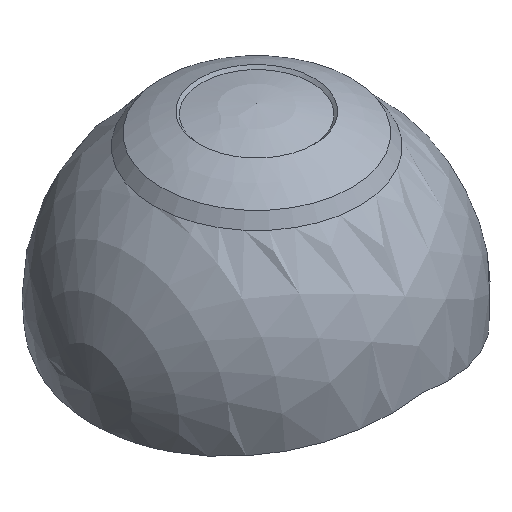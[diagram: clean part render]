
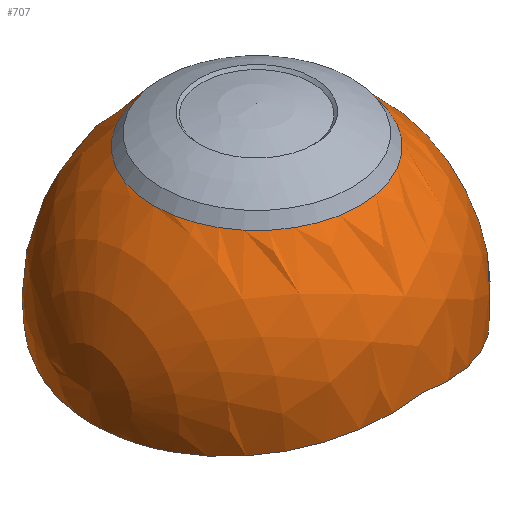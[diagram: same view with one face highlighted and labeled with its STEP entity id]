
A CAD part, isometric view. The second image highlights one B-rep face of the part: STEP entity #707.
In plain terms, the highlighted spherical face has radius 25 mm.
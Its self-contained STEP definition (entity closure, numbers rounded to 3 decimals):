
#17=FACE_BOUND('',#182,.T.);
#120=B_SPLINE_CURVE_WITH_KNOTS('',3,(#1188,#1189,#1190,#1191,#1192,#1193,
#1194,#1195),.UNSPECIFIED.,.F.,.F.,(4,2,2,4),(1.605,1.671,
1.737,1.741),.UNSPECIFIED.);
#121=B_SPLINE_CURVE_WITH_KNOTS('',3,(#1199,#1200,#1201,#1202,#1203,#1204,
#1205,#1206,#1207,#1208,#1209,#1210,#1211,#1212,#1213,#1214,#1215,#1216),
 .UNSPECIFIED.,.F.,.F.,(4,2,2,2,2,2,2,2,4),(1.07,1.136,
1.202,1.27,1.338,1.406,1.474,
1.539,1.605),.UNSPECIFIED.);
#124=B_SPLINE_CURVE_WITH_KNOTS('',3,(#1254,#1255,#1256,#1257,#1258,#1259,
#1260,#1261,#1262,#1263,#1264,#1265,#1266,#1267,#1268,#1269,#1270,#1271),
 .UNSPECIFIED.,.F.,.F.,(4,2,2,2,2,2,2,2,4),(1.07,1.136,
1.202,1.27,1.338,1.406,1.474,
1.539,1.605),.UNSPECIFIED.);
#125=B_SPLINE_CURVE_WITH_KNOTS('',3,(#1273,#1274,#1275,#1276,#1277,#1278,
#1279,#1280),.UNSPECIFIED.,.F.,.F.,(4,2,2,4),(0.935,0.939,
1.004,1.07),.UNSPECIFIED.);
#140=FACE_OUTER_BOUND('',#181,.T.);
#181=EDGE_LOOP('',(#539,#540,#541,#542,#543,#544,#545,#546,#547,#548,#549,
#550,#551));
#182=EDGE_LOOP('',(#552,#553));
#219=CIRCLE('',#757,25.);
#222=CIRCLE('',#761,25.);
#225=CIRCLE('',#765,15.5);
#226=CIRCLE('',#766,15.5);
#244=CIRCLE('',#792,25.);
#246=CIRCLE('',#796,2.);
#247=CIRCLE('',#797,25.);
#248=CIRCLE('',#798,25.);
#249=CIRCLE('',#799,25.);
#288=VERTEX_POINT('',#1125);
#289=VERTEX_POINT('',#1126);
#292=VERTEX_POINT('',#1139);
#293=VERTEX_POINT('',#1140);
#296=VERTEX_POINT('',#1153);
#297=VERTEX_POINT('',#1154);
#308=VERTEX_POINT('',#1184);
#310=VERTEX_POINT('',#1187);
#317=VERTEX_POINT('',#1253);
#318=VERTEX_POINT('',#1272);
#322=VERTEX_POINT('',#1290);
#324=VERTEX_POINT('',#1299);
#325=VERTEX_POINT('',#1302);
#362=EDGE_CURVE('',#288,#289,#219,.T.);
#366=EDGE_CURVE('',#292,#293,#222,.T.);
#370=EDGE_CURVE('',#296,#297,#225,.T.);
#371=EDGE_CURVE('',#297,#296,#226,.T.);
#386=EDGE_CURVE('',#310,#308,#120,.T.);
#389=EDGE_CURVE('',#289,#310,#121,.T.);
#397=EDGE_CURVE('',#317,#292,#124,.T.);
#398=EDGE_CURVE('',#318,#317,#125,.T.);
#404=EDGE_CURVE('',#322,#308,#244,.T.);
#407=EDGE_CURVE('',#293,#288,#246,.T.);
#408=EDGE_CURVE('',#310,#324,#247,.T.);
#409=EDGE_CURVE('',#318,#322,#248,.T.);
#410=EDGE_CURVE('',#325,#317,#249,.T.);
#539=ORIENTED_EDGE('',*,*,#366,.T.);
#540=ORIENTED_EDGE('',*,*,#407,.T.);
#541=ORIENTED_EDGE('',*,*,#362,.T.);
#542=ORIENTED_EDGE('',*,*,#389,.T.);
#543=ORIENTED_EDGE('',*,*,#408,.T.);
#544=ORIENTED_EDGE('',*,*,#408,.F.);
#545=ORIENTED_EDGE('',*,*,#386,.T.);
#546=ORIENTED_EDGE('',*,*,#404,.F.);
#547=ORIENTED_EDGE('',*,*,#409,.F.);
#548=ORIENTED_EDGE('',*,*,#398,.T.);
#549=ORIENTED_EDGE('',*,*,#410,.F.);
#550=ORIENTED_EDGE('',*,*,#410,.T.);
#551=ORIENTED_EDGE('',*,*,#397,.T.);
#552=ORIENTED_EDGE('',*,*,#370,.T.);
#553=ORIENTED_EDGE('',*,*,#371,.T.);
#690=SPHERICAL_SURFACE('',#795,25.);
#707=ADVANCED_FACE('',(#140,#17),#690,.T.);
#757=AXIS2_PLACEMENT_3D('',#1127,#878,#879);
#761=AXIS2_PLACEMENT_3D('',#1141,#886,#887);
#765=AXIS2_PLACEMENT_3D('',#1155,#894,#895);
#766=AXIS2_PLACEMENT_3D('',#1156,#896,#897);
#792=AXIS2_PLACEMENT_3D('',#1292,#957,#958);
#795=AXIS2_PLACEMENT_3D('',#1297,#964,#965);
#796=AXIS2_PLACEMENT_3D('',#1298,#966,#967);
#797=AXIS2_PLACEMENT_3D('',#1300,#968,#969);
#798=AXIS2_PLACEMENT_3D('',#1301,#970,#971);
#799=AXIS2_PLACEMENT_3D('',#1303,#972,#973);
#878=DIRECTION('center_axis',(0.,0.,1.));
#879=DIRECTION('ref_axis',(0.,1.,0.));
#886=DIRECTION('center_axis',(0.,0.,1.));
#887=DIRECTION('ref_axis',(0.,1.,0.));
#894=DIRECTION('center_axis',(0.,0.,-1.));
#895=DIRECTION('ref_axis',(0.,1.,0.));
#896=DIRECTION('center_axis',(0.,0.,-1.));
#897=DIRECTION('ref_axis',(0.,1.,0.));
#957=DIRECTION('center_axis',(0.174,0.,-0.985));
#958=DIRECTION('ref_axis',(0.985,0.,0.174));
#964=DIRECTION('center_axis',(1.,0.,0.));
#965=DIRECTION('ref_axis',(0.,-1.,0.));
#966=DIRECTION('center_axis',(0.,-1.,0.));
#967=DIRECTION('ref_axis',(1.,0.,0.));
#968=DIRECTION('center_axis',(0.,0.,1.));
#969=DIRECTION('ref_axis',(0.,1.,0.));
#970=DIRECTION('center_axis',(-0.174,0.,-0.985));
#971=DIRECTION('ref_axis',(-0.985,0.,0.174));
#972=DIRECTION('center_axis',(0.,0.,1.));
#973=DIRECTION('ref_axis',(0.,1.,0.));
#1125=CARTESIAN_POINT('',(-2.,24.92,0.));
#1126=CARTESIAN_POINT('',(-4.15,24.653,0.));
#1127=CARTESIAN_POINT('Origin',(0.,0.,0.));
#1139=CARTESIAN_POINT('',(4.15,24.653,0.));
#1140=CARTESIAN_POINT('',(2.,24.92,0.));
#1141=CARTESIAN_POINT('Origin',(0.,0.,0.));
#1153=CARTESIAN_POINT('',(0.,15.5,19.615));
#1154=CARTESIAN_POINT('',(0.,-15.5,19.615));
#1155=CARTESIAN_POINT('Origin',(0.,0.,19.615));
#1156=CARTESIAN_POINT('Origin',(0.,0.,19.615));
#1184=CARTESIAN_POINT('',(-7.119,23.932,-1.255));
#1187=CARTESIAN_POINT('',(-7.65,23.801,0.));
#1188=CARTESIAN_POINT('Ctrl Pts',(-7.65,23.801,0.));
#1189=CARTESIAN_POINT('Ctrl Pts',(-7.65,23.801,-0.219));
#1190=CARTESIAN_POINT('Ctrl Pts',(-7.606,23.812,-0.453));
#1191=CARTESIAN_POINT('Ctrl Pts',(-7.429,23.855,-0.882));
#1192=CARTESIAN_POINT('Ctrl Pts',(-7.297,23.888,-1.077));
#1193=CARTESIAN_POINT('Ctrl Pts',(-7.136,23.928,-1.239));
#1194=CARTESIAN_POINT('Ctrl Pts',(-7.128,23.93,-1.247));
#1195=CARTESIAN_POINT('Ctrl Pts',(-7.119,23.932,-1.255));
#1199=CARTESIAN_POINT('Ctrl Pts',(-4.15,24.653,0.));
#1200=CARTESIAN_POINT('Ctrl Pts',(-4.15,24.653,0.219));
#1201=CARTESIAN_POINT('Ctrl Pts',(-4.194,24.643,0.453));
#1202=CARTESIAN_POINT('Ctrl Pts',(-4.371,24.6,0.882));
#1203=CARTESIAN_POINT('Ctrl Pts',(-4.504,24.568,1.077));
#1204=CARTESIAN_POINT('Ctrl Pts',(-4.813,24.494,1.389));
#1205=CARTESIAN_POINT('Ctrl Pts',(-5.011,24.446,1.526));
#1206=CARTESIAN_POINT('Ctrl Pts',(-5.445,24.341,1.706));
#1207=CARTESIAN_POINT('Ctrl Pts',(-5.68,24.284,1.75));
#1208=CARTESIAN_POINT('Ctrl Pts',(-6.12,24.177,1.75));
#1209=CARTESIAN_POINT('Ctrl Pts',(-6.355,24.12,1.706));
#1210=CARTESIAN_POINT('Ctrl Pts',(-6.789,24.013,1.526));
#1211=CARTESIAN_POINT('Ctrl Pts',(-6.988,23.964,1.389));
#1212=CARTESIAN_POINT('Ctrl Pts',(-7.297,23.888,1.077));
#1213=CARTESIAN_POINT('Ctrl Pts',(-7.429,23.855,0.882));
#1214=CARTESIAN_POINT('Ctrl Pts',(-7.606,23.812,0.453));
#1215=CARTESIAN_POINT('Ctrl Pts',(-7.65,23.801,0.219));
#1216=CARTESIAN_POINT('Ctrl Pts',(-7.65,23.801,0.));
#1253=CARTESIAN_POINT('',(7.65,23.801,0.));
#1254=CARTESIAN_POINT('Ctrl Pts',(7.65,23.801,0.));
#1255=CARTESIAN_POINT('Ctrl Pts',(7.65,23.801,0.219));
#1256=CARTESIAN_POINT('Ctrl Pts',(7.606,23.812,0.453));
#1257=CARTESIAN_POINT('Ctrl Pts',(7.429,23.855,0.882));
#1258=CARTESIAN_POINT('Ctrl Pts',(7.297,23.888,1.077));
#1259=CARTESIAN_POINT('Ctrl Pts',(6.988,23.964,1.389));
#1260=CARTESIAN_POINT('Ctrl Pts',(6.789,24.013,1.526));
#1261=CARTESIAN_POINT('Ctrl Pts',(6.355,24.12,1.706));
#1262=CARTESIAN_POINT('Ctrl Pts',(6.12,24.177,1.75));
#1263=CARTESIAN_POINT('Ctrl Pts',(5.68,24.284,1.75));
#1264=CARTESIAN_POINT('Ctrl Pts',(5.445,24.341,1.706));
#1265=CARTESIAN_POINT('Ctrl Pts',(5.011,24.446,1.526));
#1266=CARTESIAN_POINT('Ctrl Pts',(4.813,24.494,1.389));
#1267=CARTESIAN_POINT('Ctrl Pts',(4.504,24.568,1.077));
#1268=CARTESIAN_POINT('Ctrl Pts',(4.371,24.6,0.882));
#1269=CARTESIAN_POINT('Ctrl Pts',(4.194,24.643,0.453));
#1270=CARTESIAN_POINT('Ctrl Pts',(4.15,24.653,0.219));
#1271=CARTESIAN_POINT('Ctrl Pts',(4.15,24.653,0.));
#1272=CARTESIAN_POINT('',(7.119,23.932,-1.255));
#1273=CARTESIAN_POINT('Ctrl Pts',(7.119,23.932,-1.255));
#1274=CARTESIAN_POINT('Ctrl Pts',(7.128,23.93,-1.247));
#1275=CARTESIAN_POINT('Ctrl Pts',(7.136,23.928,-1.239));
#1276=CARTESIAN_POINT('Ctrl Pts',(7.297,23.888,-1.077));
#1277=CARTESIAN_POINT('Ctrl Pts',(7.429,23.855,-0.882));
#1278=CARTESIAN_POINT('Ctrl Pts',(7.606,23.812,-0.453));
#1279=CARTESIAN_POINT('Ctrl Pts',(7.65,23.801,-0.219));
#1280=CARTESIAN_POINT('Ctrl Pts',(7.65,23.801,0.));
#1290=CARTESIAN_POINT('',(0.,-25.,0.));
#1292=CARTESIAN_POINT('Origin',(0.,0.,0.));
#1297=CARTESIAN_POINT('Origin',(0.,0.,0.));
#1298=CARTESIAN_POINT('Origin',(0.,24.92,
0.));
#1299=CARTESIAN_POINT('',(-25.,0.,0.));
#1300=CARTESIAN_POINT('Origin',(0.,0.,0.));
#1301=CARTESIAN_POINT('Origin',(0.,0.,0.));
#1302=CARTESIAN_POINT('',(25.,0.,0.));
#1303=CARTESIAN_POINT('Origin',(0.,0.,0.));
